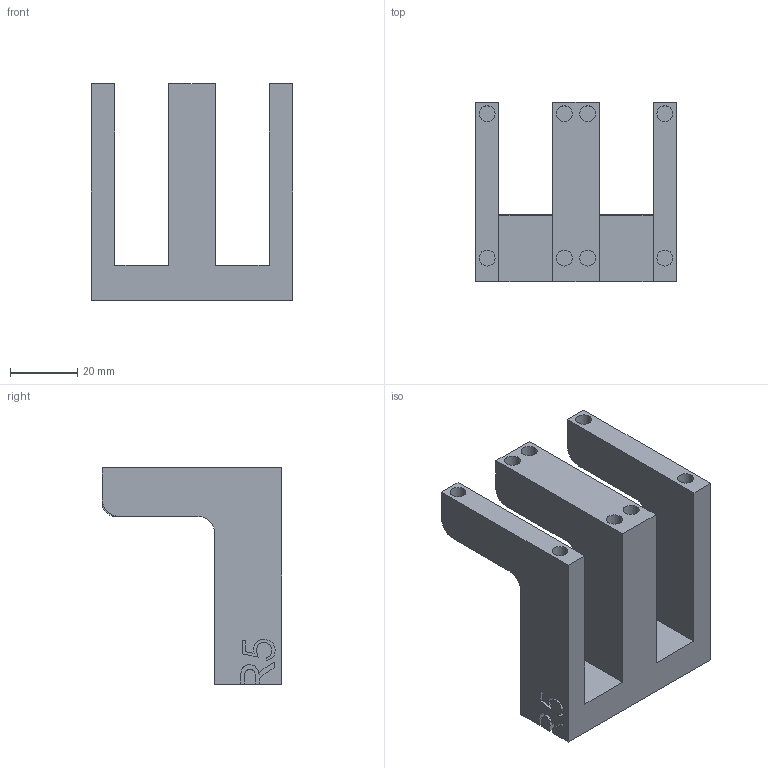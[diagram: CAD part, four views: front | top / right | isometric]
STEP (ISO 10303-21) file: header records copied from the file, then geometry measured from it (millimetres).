
FILE_DESCRIPTION (( 'STEP AP214' ), '1' );
FILE_NAME ('Center Spout Mount.STEP', '2025-09-19T19:02:07', ( '' ), ( '' ), 'SwSTEP 2.0', 'SolidWorks 2025', '' );
FILE_SCHEMA (( 'AUTOMOTIVE_DESIGN' ));
Length unit declared in the file: inch
Products named in the file (1): Center Spout Mount
Bounding box: 60 x 53.5 x 64.5 mm (x, y, z)
Volume: 53968 mm3; surface area: 20595.5 mm2
Topology: 1 solids, 1 shells, 128 faces, 321 edges, 214 vertices
Faces by surface type: plane 56, cylinder 48, bspline 24
Entity records: 4492 total; most frequent: CARTESIAN_POINT 1456, ORIENTED_EDGE 642, DIRECTION 579, EDGE_CURVE 321, VERTEX_POINT 214, AXIS2_PLACEMENT_3D 201, LINE 177, VECTOR 177
